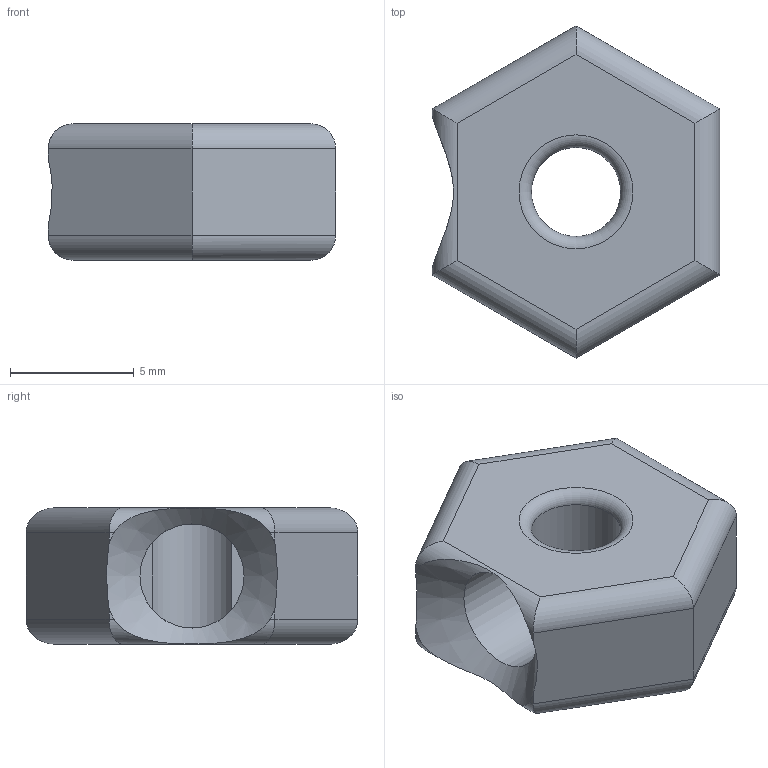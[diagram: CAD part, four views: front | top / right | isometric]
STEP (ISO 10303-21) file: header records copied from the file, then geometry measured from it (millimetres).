
FILE_DESCRIPTION(/* description */ (''),/* implementation_level */ '2;1');
FILE_NAME(/* name */ 'Hex Nut v2.step',/* time_stamp */ '2020-11-17T18:26:18-08:00',/* author */ (''),/* organization */ (''),/* preprocessor_version */ 'ST-DEVELOPER v18.1',/* originating_system */ 'Autodesk Translation Framework v9.3.0.1241',/* authorisation */ '');
FILE_SCHEMA (('AUTOMOTIVE_DESIGN { 1 0 10303 214 3 1 1 }'));
Length unit declared in the file: millimetre
Products named in the file (1): Hex Nut
Bounding box: 11.6 x 13.39 x 5.5 mm (x, y, z)
Volume: 492.2 mm3; surface area: 475.5 mm2
Topology: 1 solids, 1 shells, 30 faces, 73 edges, 44 vertices
Faces by surface type: cylinder 14, plane 13, torus 2, cone 1
Full cylindrical faces by diameter (mm): 3.6 x1, 4.2 x1
Entity records: 979 total; most frequent: CARTESIAN_POINT 224, DIRECTION 155, ORIENTED_EDGE 146, EDGE_CURVE 73, AXIS2_PLACEMENT_3D 58, VERTEX_POINT 44, LINE 39, VECTOR 39
